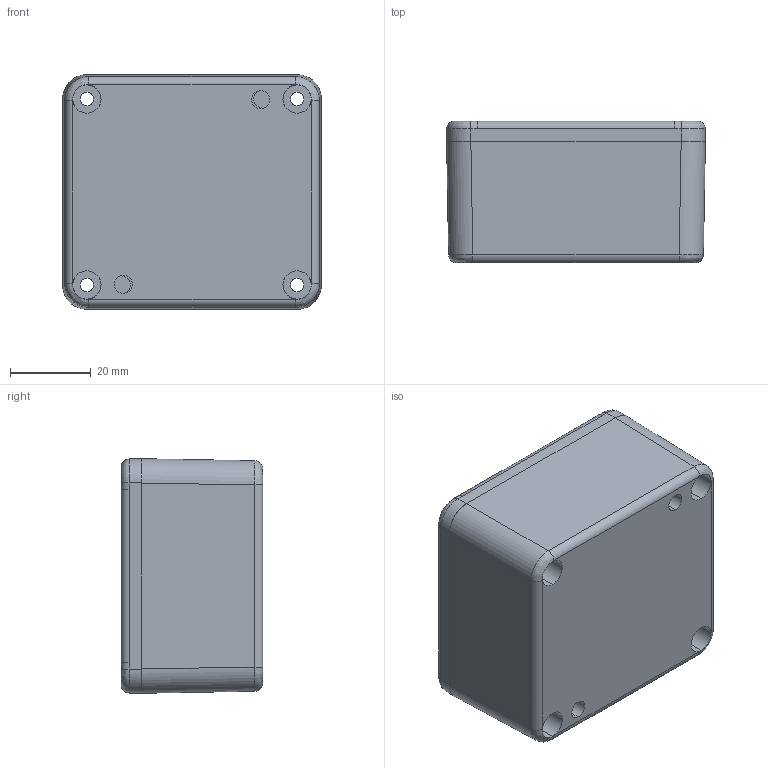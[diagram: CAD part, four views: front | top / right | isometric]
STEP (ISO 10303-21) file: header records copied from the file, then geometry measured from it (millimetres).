
FILE_DESCRIPTION (( 'STEP AP214' ), '1' );
FILE_NAME ('G104.STEP', '2009-11-20T03:37:21', ( 'NEF User' ), ( 'NEF User' ), 'SwSTEP 2.0', 'SolidWorks 2009', '' );
FILE_SCHEMA (( 'AUTOMOTIVE_DESIGN' ));
Length unit declared in the file: millimetre
Products named in the file (3): G104-BASE; G104; G104-COVER
Assembly tree (2 placements, depth 2):
  G104
    G104-BASE
    G104-COVER
Bounding box: 64 x 35 x 58 mm (x, y, z)
Volume: 45296.7 mm3; surface area: 33692.7 mm2
Topology: 2 solids, 2 shells, 269 faces, 708 edges, 454 vertices
Faces by surface type: cylinder 106, plane 95, cone 36, bspline 24, torus 8
Entity records: 9306 total; most frequent: CARTESIAN_POINT 2472, DIRECTION 1450, ORIENTED_EDGE 1416, EDGE_CURVE 708, AXIS2_PLACEMENT_3D 544, VERTEX_POINT 454, VECTOR 362, LINE 362
